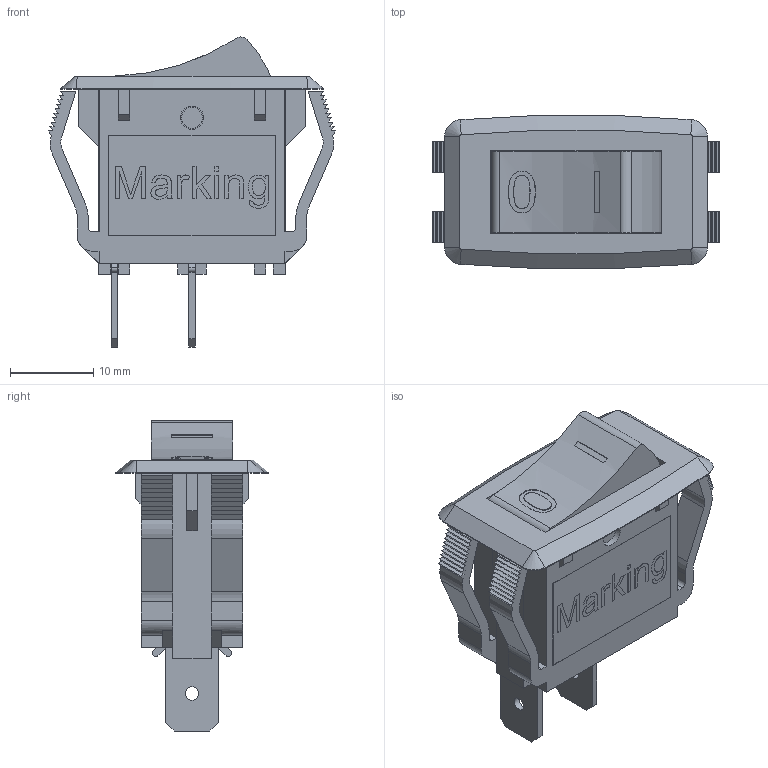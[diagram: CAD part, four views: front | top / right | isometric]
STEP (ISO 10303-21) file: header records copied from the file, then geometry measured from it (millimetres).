
FILE_DESCRIPTION( ( 'Unknown' ), '1' );
FILE_NAME( '471005264153.stp', 'Unknown', ( 'Unknown' ), ( 'Unknown' ), 'PSStep 21.0.46', 'Unknown', ' ' );
FILE_SCHEMA( ( 'AUTOMOTIVE_DESIGN { 1 0 10303 214 1 1 1 1 }' ) );
Length unit declared in the file: millimetre
Products named in the file (4): Assem1; Frame; Actuator; Terminal
Assembly tree (4 placements, depth 2):
  Assem1
    Frame
    Actuator
    Terminal  x2
Bounding box: 34.46 x 18.37 x 37.19 mm (x, y, z)
Volume: 4577.5 mm3; surface area: 6304.9 mm2
Topology: 4 solids, 4 shells, 455 faces, 1246 edges, 826 vertices
Faces by surface type: plane 366, cylinder 49, extrusion 32, cone 6, bspline 2
Full cylindrical faces by diameter (mm): 1.6 x2, 2.5 x2, 2.8 x2
Entity records: 19480 total; most frequent: CARTESIAN_POINT 4975, ORIENTED_EDGE 2384, DIRECTION 1986, EDGE_CURVE 1192, VECTOR 964, LINE 932, VERTEX_POINT 794, AXIS2_PLACEMENT_3D 511
